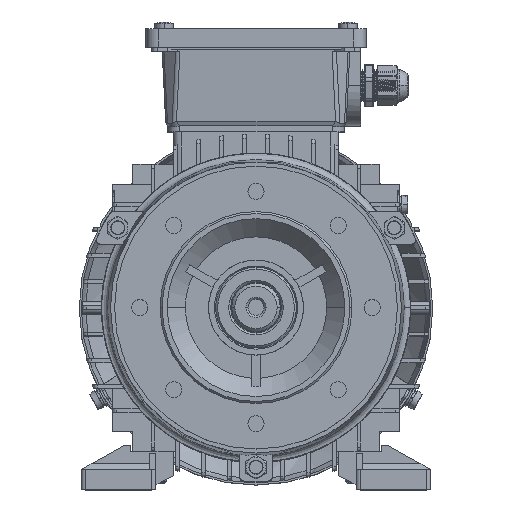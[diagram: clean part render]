
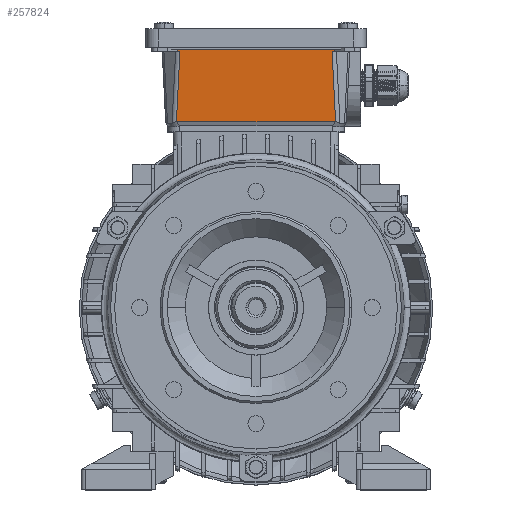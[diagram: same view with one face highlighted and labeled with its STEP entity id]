
A CAD part, top view. The second image highlights one B-rep face of the part: STEP entity #257824.
In plain terms, the highlighted planar face has unit normal (0, -0.05, 0.999).
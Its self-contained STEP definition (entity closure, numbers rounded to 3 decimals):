
#2632 = EDGE_CURVE ( 'NONE', #124647, #155256, #212657, .T. ) ;
#3492 = EDGE_CURVE ( 'NONE', #309655, #44320, #194808, .T. ) ;
#3610 = EDGE_CURVE ( 'NONE', #153200, #44320, #103417, .T. ) ;
#9377 = CARTESIAN_POINT ( 'NONE',  ( -40.631, 112.911, 126.892 ) ) ;
#13037 = CARTESIAN_POINT ( 'NONE',  ( -119.202, 112.911, 126.892 ) ) ;
#17903 = DIRECTION ( 'NONE',  ( 1., 0., 0. ) ) ;
#21017 = CARTESIAN_POINT ( 'NONE',  ( -45.631, 215.11, 132.002 ) ) ;
#22813 = ORIENTED_EDGE ( 'NONE', *, *, #3610, .T. ) ;
#35683 =( BOUNDED_CURVE ( )  B_SPLINE_CURVE ( 3, ( #298135, #301723, #159552, #352894 ),
 .UNSPECIFIED., .F., .F. ) 
 B_SPLINE_CURVE_WITH_KNOTS ( ( 4, 4 ),
 ( 6.103, 6.12 ),
 .UNSPECIFIED. ) 
 CURVE ( )  GEOMETRIC_REPRESENTATION_ITEM ( )  RATIONAL_B_SPLINE_CURVE ( ( 1., 1., 1., 1. ) ) 
 REPRESENTATION_ITEM ( '' )  );
#37735 = DIRECTION ( 'NONE',  ( -1., 0., 0. ) ) ;
#40225 = CARTESIAN_POINT ( 'NONE',  ( -117.563, 147.911, 128.642 ) ) ;
#42000 = EDGE_CURVE ( 'NONE', #112865, #356256, #269801, .T. ) ;
#44320 = VERTEX_POINT ( 'NONE', #203105 ) ;
#56288 = EDGE_CURVE ( 'NONE', #355339, #271756, #249681, .T. ) ;
#57037 = ORIENTED_EDGE ( 'NONE', *, *, #222041, .T. ) ;
#65685 = CARTESIAN_POINT ( 'NONE',  ( -115.121, 221.665, 132.33 ) ) ;
#72360 = ORIENTED_EDGE ( 'NONE', *, *, #42000, .F. ) ;
#73756 = DIRECTION ( 'NONE',  ( 0., 0.05, -0.999 ) ) ;
#86888 = VECTOR ( 'NONE', #234330, 1000. ) ;
#89778 = ORIENTED_EDGE ( 'NONE', *, *, #165657, .T. ) ;
#102967 = PLANE ( 'NONE',  #157082 ) ;
#103417 = LINE ( 'NONE', #342903, #120807 ) ;
#106632 = EDGE_LOOP ( 'NONE', ( #118378, #152481, #170005, #89778, #72360, #340956, #152118, #57037, #279673, #22813 ) ) ;
#112865 = VERTEX_POINT ( 'NONE', #310231 ) ;
#115528 = LINE ( 'NONE', #156560, #167291 ) ;
#118378 = ORIENTED_EDGE ( 'NONE', *, *, #3492, .F. ) ;
#120807 = VECTOR ( 'NONE', #37735, 1000. ) ;
#124647 = VERTEX_POINT ( 'NONE', #337553 ) ;
#127286 = EDGE_CURVE ( 'NONE', #112865, #124647, #254385, .T. ) ;
#130202 = DIRECTION ( 'NONE',  ( -0.05, -0.998, -0.05 ) ) ;
#134311 = EDGE_CURVE ( 'NONE', #151757, #153200, #171120, .T. ) ;
#146973 = VECTOR ( 'NONE', #228728, 1000. ) ;
#151757 = VERTEX_POINT ( 'NONE', #223900 ) ;
#152118 = ORIENTED_EDGE ( 'NONE', *, *, #2632, .T. ) ;
#152481 = ORIENTED_EDGE ( 'NONE', *, *, #309683, .T. ) ;
#153200 = VERTEX_POINT ( 'NONE', #253830 ) ;
#155256 = VERTEX_POINT ( 'NONE', #220211 ) ;
#156560 = CARTESIAN_POINT ( 'NONE',  ( -14.667, 147.911, 128.642 ) ) ;
#157082 = AXIS2_PLACEMENT_3D ( 'NONE', #351011, #73756, #324213 ) ;
#159552 = CARTESIAN_POINT ( 'NONE',  ( -119.239, 112.911, 126.892 ) ) ;
#161197 = CARTESIAN_POINT ( 'NONE',  ( -119.313, 112.913, 126.893 ) ) ;
#165657 = EDGE_CURVE ( 'NONE', #271756, #356256, #35683, .T. ) ;
#167291 = VECTOR ( 'NONE', #17903, 1000. ) ;
#167578 = CARTESIAN_POINT ( 'NONE',  ( -44.388, 215.172, 132.005 ) ) ;
#170005 = ORIENTED_EDGE ( 'NONE', *, *, #56288, .T. ) ;
#171120 = LINE ( 'NONE', #167578, #197290 ) ;
#182491 = CARTESIAN_POINT ( 'NONE',  ( -119.302, 113.128, 126.903 ) ) ;
#194808 = LINE ( 'NONE', #65685, #146973 ) ;
#197290 = VECTOR ( 'NONE', #335242, 1000. ) ;
#202609 = LINE ( 'NONE', #274612, #298557 ) ;
#203105 = CARTESIAN_POINT ( 'NONE',  ( -118.76, 148.888, 128.691 ) ) ;
#212657 = LINE ( 'NONE', #21017, #299440 ) ;
#220211 = CARTESIAN_POINT ( 'NONE',  ( -42.271, 147.911, 128.642 ) ) ;
#222041 = EDGE_CURVE ( 'NONE', #155256, #151757, #202609, .T. ) ;
#223900 = CARTESIAN_POINT ( 'NONE',  ( -41.025, 147.911, 128.642 ) ) ;
#228728 = DIRECTION ( 'NONE',  ( 0.05, 0.998, 0.05 ) ) ;
#234330 = DIRECTION ( 'NONE',  ( -1., 0., 0. ) ) ;
#239187 = CARTESIAN_POINT ( 'NONE',  ( -40.521, 112.913, 126.893 ) ) ;
#249681 = LINE ( 'NONE', #182491, #336785 ) ;
#253830 = CARTESIAN_POINT ( 'NONE',  ( -41.074, 148.888, 128.691 ) ) ;
#254385 =( BOUNDED_CURVE ( )  B_SPLINE_CURVE ( 3, ( #9377, #258730, #319369, #239187 ),
 .UNSPECIFIED., .F., .F. ) 
 B_SPLINE_CURVE_WITH_KNOTS ( ( 4, 4 ),
 ( 3.305, 3.321 ),
 .UNSPECIFIED. ) 
 CURVE ( )  GEOMETRIC_REPRESENTATION_ITEM ( )  RATIONAL_B_SPLINE_CURVE ( ( 1., 1., 1., 1. ) ) 
 REPRESENTATION_ITEM ( '' )  );
#257824 = ADVANCED_FACE ( 'NONE', ( #327193 ), #102967, .F. ) ;
#258730 = CARTESIAN_POINT ( 'NONE',  ( -40.595, 112.911, 126.892 ) ) ;
#266749 = DIRECTION ( 'NONE',  ( -0.05, 0.998, 0.05 ) ) ;
#269801 = LINE ( 'NONE', #344920, #86888 ) ;
#271756 = VERTEX_POINT ( 'NONE', #161197 ) ;
#274612 = CARTESIAN_POINT ( 'NONE',  ( -14.667, 147.911, 128.642 ) ) ;
#279673 = ORIENTED_EDGE ( 'NONE', *, *, #134311, .T. ) ;
#298135 = CARTESIAN_POINT ( 'NONE',  ( -119.313, 112.913, 126.893 ) ) ;
#298557 = VECTOR ( 'NONE', #308433, 1000. ) ;
#299440 = VECTOR ( 'NONE', #266749, 1000. ) ;
#301723 = CARTESIAN_POINT ( 'NONE',  ( -119.276, 112.911, 126.892 ) ) ;
#308433 = DIRECTION ( 'NONE',  ( 1., 0., 0. ) ) ;
#309655 = VERTEX_POINT ( 'NONE', #320660 ) ;
#309683 = EDGE_CURVE ( 'NONE', #309655, #355339, #115528, .T. ) ;
#310231 = CARTESIAN_POINT ( 'NONE',  ( -40.631, 112.911, 126.892 ) ) ;
#319369 = CARTESIAN_POINT ( 'NONE',  ( -40.558, 112.911, 126.892 ) ) ;
#320660 = CARTESIAN_POINT ( 'NONE',  ( -118.809, 147.911, 128.642 ) ) ;
#324213 = DIRECTION ( 'NONE',  ( 0., -0.999, -0.05 ) ) ;
#327193 = FACE_OUTER_BOUND ( 'NONE', #106632, .T. ) ;
#335242 = DIRECTION ( 'NONE',  ( -0.05, 0.998, 0.05 ) ) ;
#336785 = VECTOR ( 'NONE', #130202, 1000. ) ;
#337553 = CARTESIAN_POINT ( 'NONE',  ( -40.521, 112.913, 126.893 ) ) ;
#340956 = ORIENTED_EDGE ( 'NONE', *, *, #127286, .T. ) ;
#342903 = CARTESIAN_POINT ( 'NONE',  ( -14.667, 148.888, 128.691 ) ) ;
#344920 = CARTESIAN_POINT ( 'NONE',  ( -14.667, 112.911, 126.892 ) ) ;
#351011 = CARTESIAN_POINT ( 'NONE',  ( -14.667, 216.655, 132.08 ) ) ;
#352894 = CARTESIAN_POINT ( 'NONE',  ( -119.202, 112.911, 126.892 ) ) ;
#355339 = VERTEX_POINT ( 'NONE', #40225 ) ;
#356256 = VERTEX_POINT ( 'NONE', #13037 ) ;
